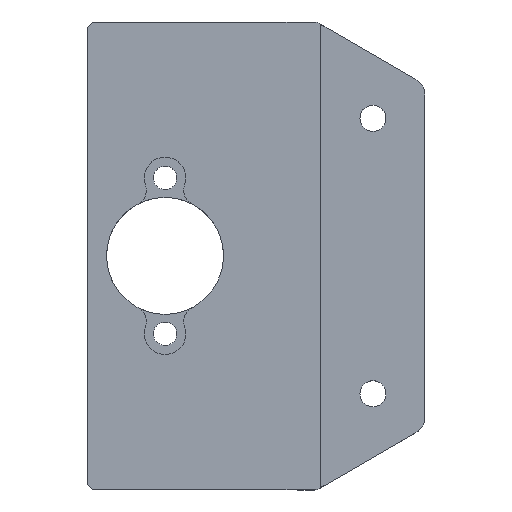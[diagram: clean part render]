
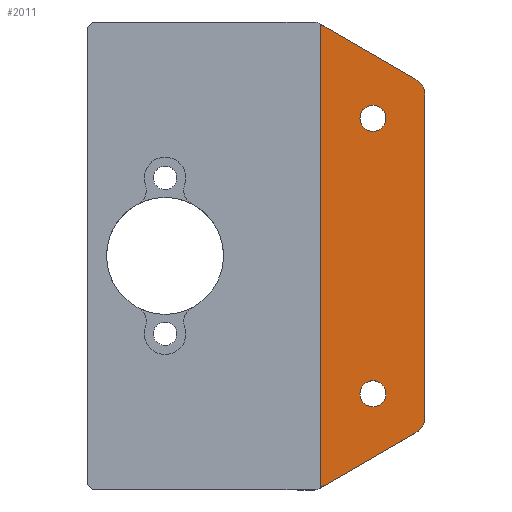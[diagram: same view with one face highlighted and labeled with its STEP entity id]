
A CAD part, top view. The second image highlights one B-rep face of the part: STEP entity #2011.
In plain terms, the highlighted planar face has unit normal (0, 0, 1).
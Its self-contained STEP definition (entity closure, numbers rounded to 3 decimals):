
#109 = DIRECTION ( 'NONE',  ( 0., 0., 1. ) ) ;
#117 = CIRCLE ( 'NONE', #2001, 2.5 ) ;
#163 = VERTEX_POINT ( 'NONE', #1728 ) ;
#204 = CARTESIAN_POINT ( 'NONE',  ( 30., -45., -20. ) ) ;
#236 = VERTEX_POINT ( 'NONE', #3216 ) ;
#301 = DIRECTION ( 'NONE',  ( 1., 0., 0. ) ) ;
#409 = LINE ( 'NONE', #972, #809 ) ;
#515 = EDGE_LOOP ( 'NONE', ( #2676, #2454 ) ) ;
#548 = VECTOR ( 'NONE', #2381, 1000. ) ;
#613 = CARTESIAN_POINT ( 'NONE',  ( 46.5, -30.979, -20. ) ) ;
#627 = CIRCLE ( 'NONE', #1808, 2.5 ) ;
#693 = EDGE_CURVE ( 'NONE', #236, #1802, #1879, .T. ) ;
#708 = CARTESIAN_POINT ( 'NONE',  ( 29.804, -44.66, -20. ) ) ;
#763 = LINE ( 'NONE', #3282, #548 ) ;
#767 = ORIENTED_EDGE ( 'NONE', *, *, #1937, .T. ) ;
#777 = EDGE_CURVE ( 'NONE', #2911, #2401, #1312, .T. ) ;
#809 = VECTOR ( 'NONE', #3430, 1000. ) ;
#916 = CARTESIAN_POINT ( 'NONE',  ( 48.25, -34.01, -20. ) ) ;
#917 = ORIENTED_EDGE ( 'NONE', *, *, #3189, .T. ) ;
#934 = AXIS2_PLACEMENT_3D ( 'NONE', #204, #3538, #3248 ) ;
#972 = CARTESIAN_POINT ( 'NONE',  ( 68.775, 22.16, -20. ) ) ;
#1020 = EDGE_CURVE ( 'NONE', #3634, #2126, #117, .T. ) ;
#1083 = VERTEX_POINT ( 'NONE', #1523 ) ;
#1106 = CARTESIAN_POINT ( 'NONE',  ( 30., 44.547, -20. ) ) ;
#1107 = DIRECTION ( 'NONE',  ( 0., 1., 0. ) ) ;
#1111 = EDGE_LOOP ( 'NONE', ( #917, #2728, #3302, #2477, #1352, #767 ) ) ;
#1116 = EDGE_CURVE ( 'NONE', #1802, #236, #3521, .T. ) ;
#1180 = VERTEX_POINT ( 'NONE', #1106 ) ;
#1195 = DIRECTION ( 'NONE',  ( 1., 0., 0. ) ) ;
#1234 = DIRECTION ( 'NONE',  ( 1., 0., 0. ) ) ;
#1312 = CIRCLE ( 'NONE', #3545, 3.5 ) ;
#1332 = FACE_BOUND ( 'NONE', #2691, .T. ) ;
#1352 = ORIENTED_EDGE ( 'NONE', *, *, #2077, .T. ) ;
#1410 = DIRECTION ( 'NONE',  ( 0., 0., -1. ) ) ;
#1523 = CARTESIAN_POINT ( 'NONE',  ( 50., -30.979, -20. ) ) ;
#1525 = DIRECTION ( 'NONE',  ( 0., 0., 1. ) ) ;
#1554 = ORIENTED_EDGE ( 'NONE', *, *, #693, .F. ) ;
#1603 = ORIENTED_EDGE ( 'NONE', *, *, #1116, .F. ) ;
#1640 = CARTESIAN_POINT ( 'NONE',  ( 48.25, 34.01, -20. ) ) ;
#1683 = CARTESIAN_POINT ( 'NONE',  ( 42.5, 26.5, -20. ) ) ;
#1691 = CARTESIAN_POINT ( 'NONE',  ( 40., -26.5, -20. ) ) ;
#1728 = CARTESIAN_POINT ( 'NONE',  ( 30., -44.547, -20. ) ) ;
#1744 = CARTESIAN_POINT ( 'NONE',  ( 40., 26.5, -20. ) ) ;
#1797 = DIRECTION ( 'NONE',  ( 1., 0., 0. ) ) ;
#1802 = VERTEX_POINT ( 'NONE', #1683 ) ;
#1808 = AXIS2_PLACEMENT_3D ( 'NONE', #1691, #1410, #301 ) ;
#1830 = DIRECTION ( 'NONE',  ( 0.866, 0.5, 0. ) ) ;
#1867 = VERTEX_POINT ( 'NONE', #916 ) ;
#1879 = CIRCLE ( 'NONE', #3401, 2.5 ) ;
#1899 = EDGE_CURVE ( 'NONE', #2401, #1180, #409, .T. ) ;
#1917 = LINE ( 'NONE', #2198, #3551 ) ;
#1937 = EDGE_CURVE ( 'NONE', #1867, #1083, #2858, .T. ) ;
#2001 = AXIS2_PLACEMENT_3D ( 'NONE', #2584, #2081, #2355 ) ;
#2011 = ADVANCED_FACE ( 'NONE', ( #2418, #1332, #2457 ), #2707, .T. ) ;
#2012 = CARTESIAN_POINT ( 'NONE',  ( 50., 30.979, -20. ) ) ;
#2076 = VECTOR ( 'NONE', #1830, 1000. ) ;
#2077 = EDGE_CURVE ( 'NONE', #163, #1867, #3228, .T. ) ;
#2081 = DIRECTION ( 'NONE',  ( 0., 0., -1. ) ) ;
#2126 = VERTEX_POINT ( 'NONE', #3387 ) ;
#2198 = CARTESIAN_POINT ( 'NONE',  ( 50., -45., -20. ) ) ;
#2333 = EDGE_CURVE ( 'NONE', #2126, #3634, #627, .T. ) ;
#2355 = DIRECTION ( 'NONE',  ( 1., 0., 0. ) ) ;
#2381 = DIRECTION ( 'NONE',  ( 0., 1., 0. ) ) ;
#2401 = VERTEX_POINT ( 'NONE', #1640 ) ;
#2418 = FACE_BOUND ( 'NONE', #515, .T. ) ;
#2454 = ORIENTED_EDGE ( 'NONE', *, *, #2333, .T. ) ;
#2457 = FACE_OUTER_BOUND ( 'NONE', #1111, .T. ) ;
#2477 = ORIENTED_EDGE ( 'NONE', *, *, #3058, .F. ) ;
#2494 = CARTESIAN_POINT ( 'NONE',  ( 42.5, -26.5, -20. ) ) ;
#2514 = AXIS2_PLACEMENT_3D ( 'NONE', #613, #109, #1797 ) ;
#2584 = CARTESIAN_POINT ( 'NONE',  ( 40., -26.5, -20. ) ) ;
#2606 = CARTESIAN_POINT ( 'NONE',  ( 40., 26.5, -20. ) ) ;
#2676 = ORIENTED_EDGE ( 'NONE', *, *, #1020, .T. ) ;
#2691 = EDGE_LOOP ( 'NONE', ( #1603, #1554 ) ) ;
#2707 = PLANE ( 'NONE',  #934 ) ;
#2728 = ORIENTED_EDGE ( 'NONE', *, *, #777, .T. ) ;
#2857 = DIRECTION ( 'NONE',  ( 0., 0., 1. ) ) ;
#2858 = CIRCLE ( 'NONE', #2514, 3.5 ) ;
#2911 = VERTEX_POINT ( 'NONE', #2012 ) ;
#3058 = EDGE_CURVE ( 'NONE', #163, #1180, #763, .T. ) ;
#3119 = CARTESIAN_POINT ( 'NONE',  ( 46.5, 30.979, -20. ) ) ;
#3156 = DIRECTION ( 'NONE',  ( 1., 0., 0. ) ) ;
#3189 = EDGE_CURVE ( 'NONE', #1083, #2911, #1917, .T. ) ;
#3216 = CARTESIAN_POINT ( 'NONE',  ( 37.5, 26.5, -20. ) ) ;
#3228 = LINE ( 'NONE', #708, #2076 ) ;
#3248 = DIRECTION ( 'NONE',  ( 1., 0., 0. ) ) ;
#3282 = CARTESIAN_POINT ( 'NONE',  ( 30., -45., -20. ) ) ;
#3302 = ORIENTED_EDGE ( 'NONE', *, *, #1899, .T. ) ;
#3387 = CARTESIAN_POINT ( 'NONE',  ( 37.5, -26.5, -20. ) ) ;
#3397 = AXIS2_PLACEMENT_3D ( 'NONE', #1744, #2857, #3156 ) ;
#3401 = AXIS2_PLACEMENT_3D ( 'NONE', #2606, #3414, #1195 ) ;
#3414 = DIRECTION ( 'NONE',  ( 0., 0., 1. ) ) ;
#3430 = DIRECTION ( 'NONE',  ( -0.866, 0.5, 0. ) ) ;
#3521 = CIRCLE ( 'NONE', #3397, 2.5 ) ;
#3538 = DIRECTION ( 'NONE',  ( 0., 0., 1. ) ) ;
#3545 = AXIS2_PLACEMENT_3D ( 'NONE', #3119, #1525, #1234 ) ;
#3551 = VECTOR ( 'NONE', #1107, 1000. ) ;
#3634 = VERTEX_POINT ( 'NONE', #2494 ) ;
